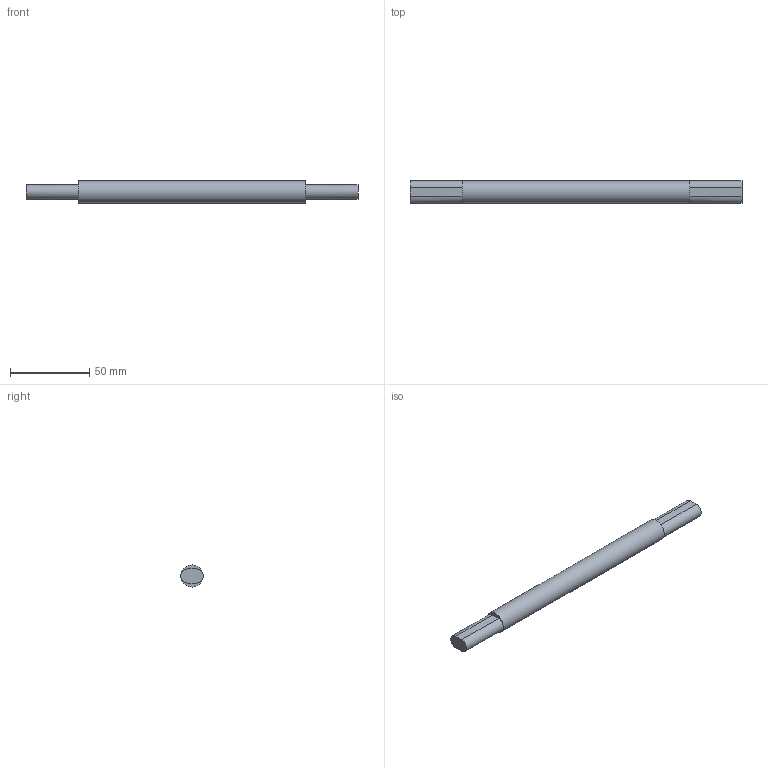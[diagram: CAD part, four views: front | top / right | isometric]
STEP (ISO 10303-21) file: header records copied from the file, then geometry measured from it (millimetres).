
FILE_DESCRIPTION(/* description */ (''),/* implementation_level */ '2;1');
FILE_NAME(/* name */ 'SBS Gesamt_Axle_v1.step',/* time_stamp */ '2025-03-29T15:18:45+01:00',/* author */ (''),/* organization */ (''),/* preprocessor_version */ 'ST-DEVELOPER v20.1',/* originating_system */ 'Autodesk Translation Framework v14.4.0.0',/* authorisation */ '');
FILE_SCHEMA (('AUTOMOTIVE_DESIGN { 1 0 10303 214 3 1 1 }'));
Length unit declared in the file: millimetre
Products named in the file (1): SBS Gesamt_Axle
Bounding box: 210 x 14.17 x 14 mm (x, y, z)
Volume: 29343 mm3; surface area: 9180.5 mm2
Topology: 1 solids, 1 shells, 19 faces, 43 edges, 26 vertices
Faces by surface type: plane 14, cylinder 5
Full cylindrical faces by diameter (mm): 14 x1
Entity records: 572 total; most frequent: DIRECTION 109, CARTESIAN_POINT 89, ORIENTED_EDGE 86, AXIS2_PLACEMENT_3D 46, EDGE_CURVE 43, CIRCLE 26, VERTEX_POINT 26, FACE_OUTER_BOUND 19
